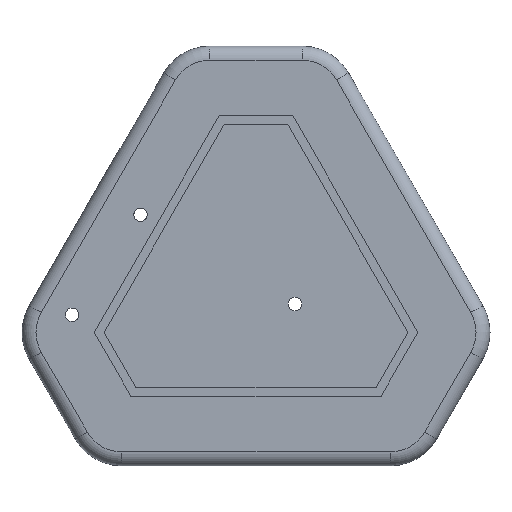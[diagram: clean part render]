
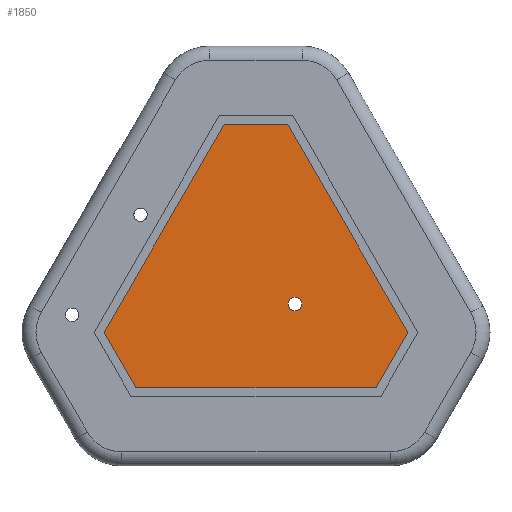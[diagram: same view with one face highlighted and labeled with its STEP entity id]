
A CAD part, front view. The second image highlights one B-rep face of the part: STEP entity #1850.
In plain terms, the highlighted planar face has unit normal (0, -1, 0).
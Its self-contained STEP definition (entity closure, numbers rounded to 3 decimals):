
#1 = EDGE_LOOP ( 'NONE', ( #210, #1233 ) ) ;
#6 = CARTESIAN_POINT ( 'NONE',  ( -3.442, 0., 1.406 ) ) ;
#72 = CARTESIAN_POINT ( 'NONE',  ( -21.918, 0., 23.111 ) ) ;
#113 = EDGE_CURVE ( 'NONE', #2266, #2171, #2557, .T. ) ;
#179 = CARTESIAN_POINT ( 'NONE',  ( -28.821, 0., -3.742 ) ) ;
#205 = ORIENTED_EDGE ( 'NONE', *, *, #113, .T. ) ;
#210 = ORIENTED_EDGE ( 'NONE', *, *, #3639, .T. ) ;
#246 = CARTESIAN_POINT ( 'NONE',  ( -13.972, 0., 4.053 ) ) ;
#254 = VECTOR ( 'NONE', #1916, 1000. ) ;
#374 = CARTESIAN_POINT ( 'NONE',  ( -31.793, 0., 1.406 ) ) ;
#446 = EDGE_CURVE ( 'NONE', #2171, #1235, #1049, .T. ) ;
#469 = VERTEX_POINT ( 'NONE', #836 ) ;
#545 = DIRECTION ( 'NONE',  ( 0.5, 0., 0.866 ) ) ;
#556 = AXIS2_PLACEMENT_3D ( 'NONE', #246, #1142, #3420 ) ;
#574 = EDGE_CURVE ( 'NONE', #2323, #831, #3186, .T. ) ;
#578 = DIRECTION ( 'NONE',  ( 0., 0., 1. ) ) ;
#587 = CARTESIAN_POINT ( 'NONE',  ( -28.821, 0., -3.742 ) ) ;
#672 = DIRECTION ( 'NONE',  ( 0., 0., 1. ) ) ;
#728 = EDGE_CURVE ( 'NONE', #1235, #2469, #2442, .T. ) ;
#765 = CARTESIAN_POINT ( 'NONE',  ( -20.59, 0., 20.811 ) ) ;
#831 = VERTEX_POINT ( 'NONE', #1461 ) ;
#836 = CARTESIAN_POINT ( 'NONE',  ( -6.414, 0., -3.742 ) ) ;
#847 = ORIENTED_EDGE ( 'NONE', *, *, #1537, .T. ) ;
#1049 = LINE ( 'NONE', #765, #254 ) ;
#1142 = DIRECTION ( 'NONE',  ( 0., 1., 0. ) ) ;
#1144 = LINE ( 'NONE', #6, #3133 ) ;
#1233 = ORIENTED_EDGE ( 'NONE', *, *, #574, .T. ) ;
#1235 = VERTEX_POINT ( 'NONE', #2961 ) ;
#1254 = ORIENTED_EDGE ( 'NONE', *, *, #728, .T. ) ;
#1327 = EDGE_CURVE ( 'NONE', #1926, #2266, #1144, .T. ) ;
#1382 = DIRECTION ( 'NONE',  ( 1., 0., 0. ) ) ;
#1461 = CARTESIAN_POINT ( 'NONE',  ( -13.972, 0., 3.428 ) ) ;
#1520 = CARTESIAN_POINT ( 'NONE',  ( -13.972, 0., 4.678 ) ) ;
#1537 = EDGE_CURVE ( 'NONE', #469, #1926, #2758, .T. ) ;
#1572 = VECTOR ( 'NONE', #3331, 1000. ) ;
#1584 = VECTOR ( 'NONE', #3579, 1000. ) ;
#1678 = CARTESIAN_POINT ( 'NONE',  ( -14.645, 0., 20.811 ) ) ;
#1699 = ORIENTED_EDGE ( 'NONE', *, *, #2909, .T. ) ;
#1736 = DIRECTION ( 'NONE',  ( 0., 1., 0. ) ) ;
#1797 = CARTESIAN_POINT ( 'NONE',  ( -14.645, 0., 20.811 ) ) ;
#1850 = ADVANCED_FACE ( 'NONE', ( #2398, #2929 ), #2653, .F. ) ;
#1896 = CIRCLE ( 'NONE', #3257, 0.625 ) ;
#1916 = DIRECTION ( 'NONE',  ( -0.5, 0., -0.866 ) ) ;
#1926 = VERTEX_POINT ( 'NONE', #2409 ) ;
#2171 = VERTEX_POINT ( 'NONE', #2313 ) ;
#2266 = VERTEX_POINT ( 'NONE', #1797 ) ;
#2273 = LINE ( 'NONE', #587, #3132 ) ;
#2288 = DIRECTION ( 'NONE',  ( -0.5, 0., 0.866 ) ) ;
#2313 = CARTESIAN_POINT ( 'NONE',  ( -20.59, 0., 20.811 ) ) ;
#2323 = VERTEX_POINT ( 'NONE', #1520 ) ;
#2398 = FACE_BOUND ( 'NONE', #1, .T. ) ;
#2409 = CARTESIAN_POINT ( 'NONE',  ( -3.442, 0., 1.406 ) ) ;
#2442 = LINE ( 'NONE', #374, #1584 ) ;
#2469 = VERTEX_POINT ( 'NONE', #179 ) ;
#2557 = LINE ( 'NONE', #1678, #1572 ) ;
#2648 = CARTESIAN_POINT ( 'NONE',  ( -13.972, 0., 4.053 ) ) ;
#2653 = PLANE ( 'NONE',  #3445 ) ;
#2758 = LINE ( 'NONE', #3626, #3194 ) ;
#2909 = EDGE_CURVE ( 'NONE', #2469, #469, #2273, .T. ) ;
#2929 = FACE_OUTER_BOUND ( 'NONE', #3226, .T. ) ;
#2961 = CARTESIAN_POINT ( 'NONE',  ( -31.793, 0., 1.406 ) ) ;
#3091 = ORIENTED_EDGE ( 'NONE', *, *, #446, .T. ) ;
#3132 = VECTOR ( 'NONE', #1382, 1000. ) ;
#3133 = VECTOR ( 'NONE', #2288, 1000. ) ;
#3186 = CIRCLE ( 'NONE', #556, 0.625 ) ;
#3194 = VECTOR ( 'NONE', #545, 1000. ) ;
#3226 = EDGE_LOOP ( 'NONE', ( #205, #3091, #1254, #1699, #847, #3437 ) ) ;
#3257 = AXIS2_PLACEMENT_3D ( 'NONE', #2648, #1736, #578 ) ;
#3331 = DIRECTION ( 'NONE',  ( -1., 0., 0. ) ) ;
#3420 = DIRECTION ( 'NONE',  ( 0., 0., 1. ) ) ;
#3437 = ORIENTED_EDGE ( 'NONE', *, *, #1327, .T. ) ;
#3445 = AXIS2_PLACEMENT_3D ( 'NONE', #72, #3568, #672 ) ;
#3568 = DIRECTION ( 'NONE',  ( 0., 1., 0. ) ) ;
#3579 = DIRECTION ( 'NONE',  ( 0.5, 0., -0.866 ) ) ;
#3626 = CARTESIAN_POINT ( 'NONE',  ( -6.414, 0., -3.742 ) ) ;
#3639 = EDGE_CURVE ( 'NONE', #831, #2323, #1896, .T. ) ;
